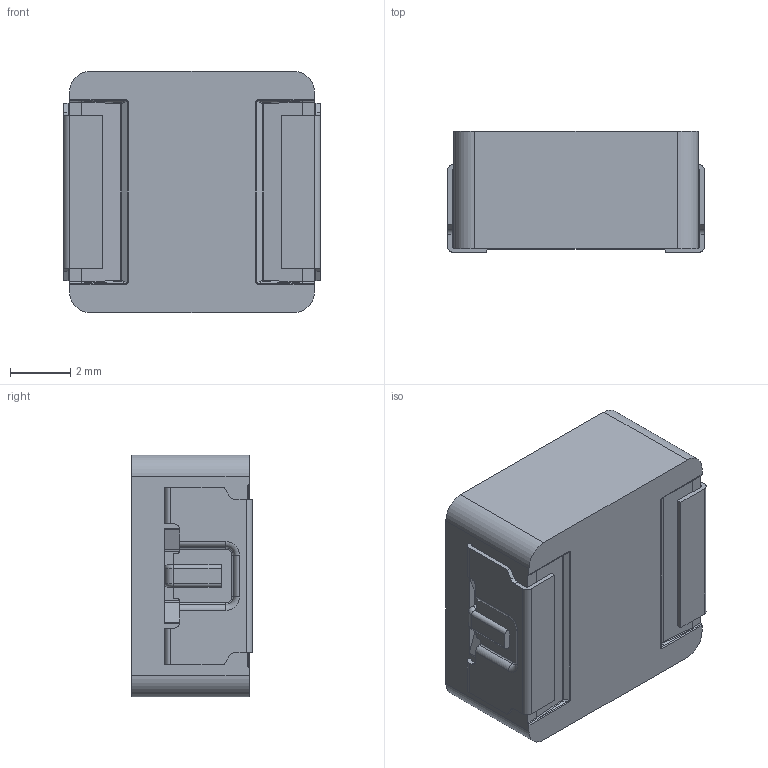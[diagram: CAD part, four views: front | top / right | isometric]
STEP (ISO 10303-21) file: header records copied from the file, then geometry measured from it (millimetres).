
FILE_DESCRIPTION (( 'STEP AP214' ), '1' );
FILE_NAME ('ETQP4M4R7KVK.STEP', '2017-10-27T04:08:31', ( '' ), ( '' ), 'SwSTEP 2.0', 'SolidWorks 2015', '' );
FILE_SCHEMA (( 'AUTOMOTIVE_DESIGN' ));
Length unit declared in the file: millimetre
Products named in the file (1): ETQP4M4R7KVK
Bounding box: 8.5 x 4 x 8 mm (x, y, z)
Volume: 252.2 mm3; surface area: 343.3 mm2
Topology: 1 solids, 1 shells, 199 faces, 548 edges, 344 vertices
Faces by surface type: cylinder 98, plane 71, torus 20, bspline 4, sphere 4, cone 2
Entity records: 8557 total; most frequent: CARTESIAN_POINT 1196, DIRECTION 1128, ORIENTED_EDGE 1080, EDGE_CURVE 540, AXIS2_PLACEMENT_3D 408, VERTEX_POINT 340, VECTOR 312, LINE 312
